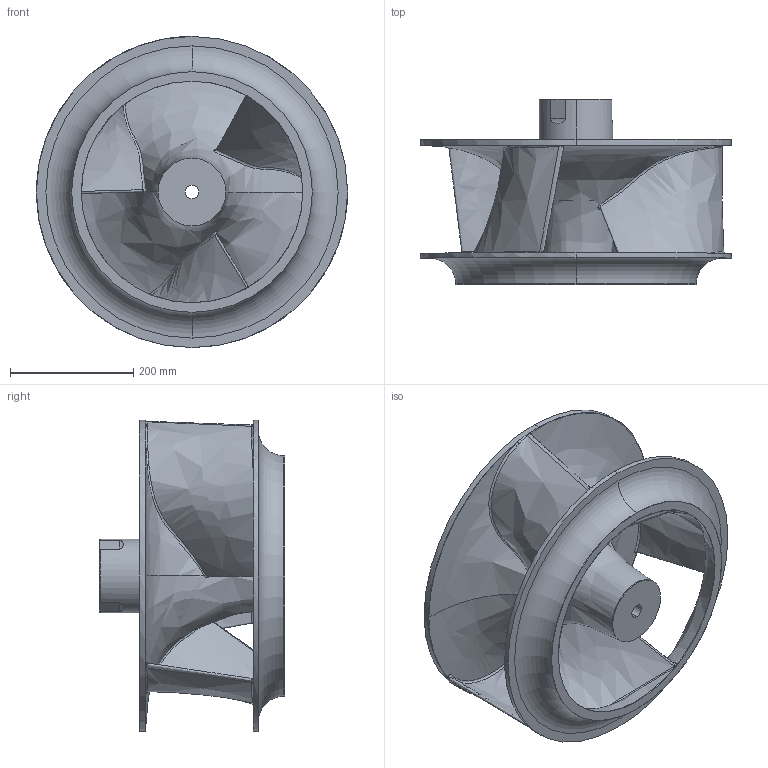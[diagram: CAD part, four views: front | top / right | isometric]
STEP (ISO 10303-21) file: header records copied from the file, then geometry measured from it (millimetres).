
FILE_DESCRIPTION (( 'STEP AP203' ), '1' );
FILE_NAME ('TROPHEE_TURBINE_CARMIX_M1P_DN500-174164.STEP', '2025-06-19T12:52:36', ( '' ), ( '' ), 'SwSTEP 2.0', 'SolidWorks 2020', '' );
FILE_SCHEMA (( 'CONFIG_CONTROL_DESIGN' ));
Length unit declared in the file: millimetre
Products named in the file (1): TROPHEE_TURBINE_CARMIX_M1P_DN500-174164
Bounding box: 505.7 x 301 x 505.7 mm (x, y, z)
Volume: 6269664.8 mm3; surface area: 1205822.1 mm2
Topology: 1 solids, 1 shells, 109 faces, 293 edges, 187 vertices
Faces by surface type: bspline 45, cylinder 28, plane 18, torus 10, cone 8
Entity records: 12302 total; most frequent: CARTESIAN_POINT 9745, ORIENTED_EDGE 586, DIRECTION 452, EDGE_CURVE 293, AXIS2_PLACEMENT_3D 202, VERTEX_POINT 187, CIRCLE 137, EDGE_LOOP 118
